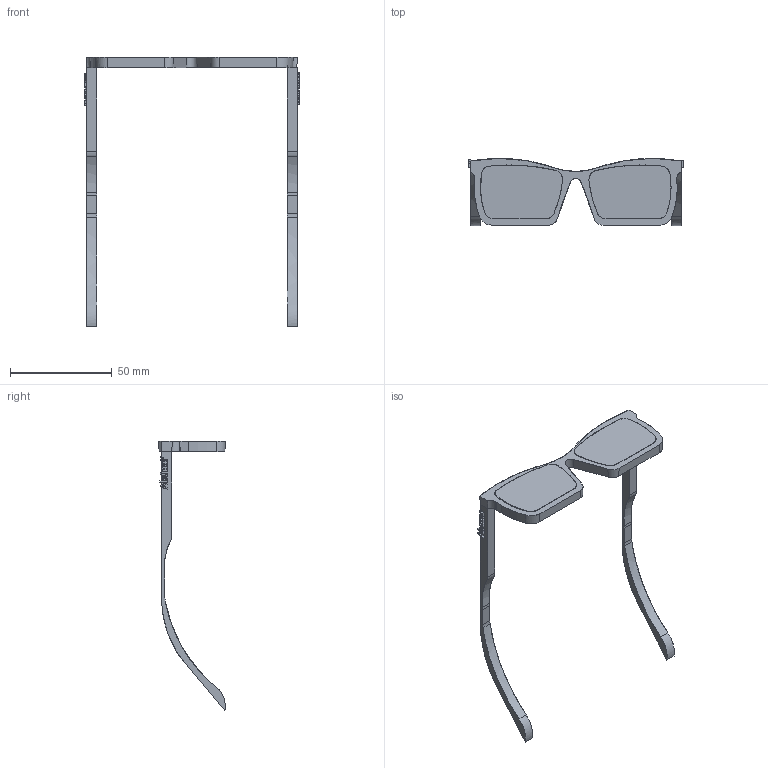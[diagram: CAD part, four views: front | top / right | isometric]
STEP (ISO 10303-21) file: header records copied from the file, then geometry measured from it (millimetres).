
FILE_DESCRIPTION(('FreeCAD Model'),'2;1');
FILE_NAME('Open CASCADE Shape Model','2025-04-29T07:21:25',('FreeCAD'),( 'FreeCAD'),'Open CASCADE STEP processor 7.6','FreeCAD','Unknown');
FILE_SCHEMA(('AUTOMOTIVE_DESIGN { 1 0 10303 214 1 1 1 1 }'));
Length unit declared in the file: millimetre
Products named in the file (1): Open CASCADE STEP translator 7.6 1
Bounding box: 105.35 x 32.76 x 132.42 mm (x, y, z)
Surface area: 13691.3 mm2 (no closed solid volume)
Topology: 0 solids, 282 shells, 282 faces, 3139 edges, 3139 vertices
Faces by surface type: bspline 282
Entity records: 30085 total; most frequent: CARTESIAN_POINT 16018, ORIENTED_EDGE 3139, EDGE_CURVE 3139, VERTEX_POINT 3139, B_SPLINE_CURVE_WITH_KNOTS 2975, FACE_BOUND 300, EDGE_LOOP 300, SHELL_BASED_SURFACE_MODEL 282
